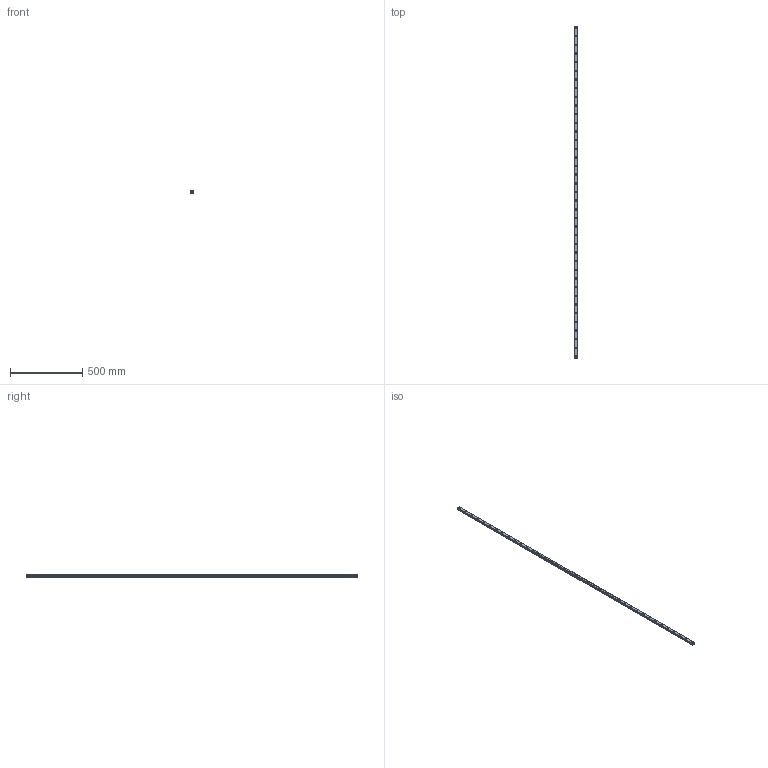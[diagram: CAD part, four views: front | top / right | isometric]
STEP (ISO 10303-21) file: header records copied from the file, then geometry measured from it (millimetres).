
FILE_DESCRIPTION(('STEP AP214'),'1');
FILE_NAME('cctmp_EFBDCBD1-C8D2-4864-96C8-7CCAC023CB43_2021_02_03_14_08_37_0154..stp','2021-02-03T13:08:37',('HIWIN GmbH'),('CADClick - www.CADClick.com'),'Spatial InterOp 3D',' ','unknown authorization');
FILE_SCHEMA(('AUTOMOTIVE_DESIGN'));
Length unit declared in the file: millimetre
Products named in the file (1): EGR20R2300C_FILE
Bounding box: 20 x 2300 x 15.5 mm (x, y, z)
Volume: 616729.1 mm3; surface area: 184325.7 mm2
Topology: 1 solids, 1 shells, 571 faces, 1305 edges, 818 vertices
Faces by surface type: plane 319, cylinder 252
Entity records: 20763 total; most frequent: DIRECTION 3109, CARTESIAN_POINT 2695, ORIENTED_EDGE 2610, EDGE_CURVE 1305, AXIS2_PLACEMENT_3D 1232, VERTEX_POINT 818, EDGE_LOOP 653, LINE 645
